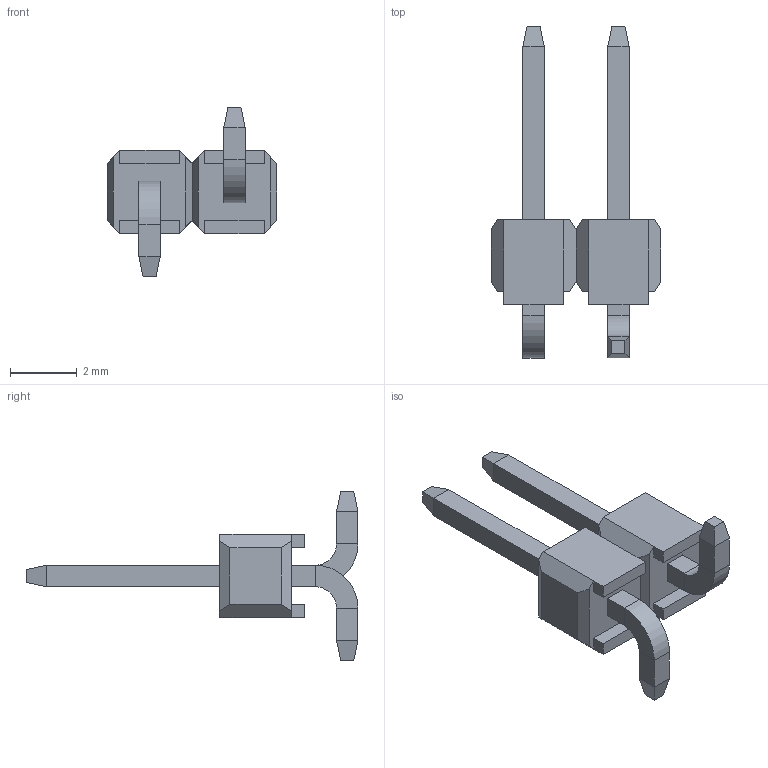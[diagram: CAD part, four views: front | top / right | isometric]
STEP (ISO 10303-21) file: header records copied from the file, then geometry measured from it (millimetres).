
FILE_DESCRIPTION (( 'STEP AP214' ), '1' );
FILE_NAME ('M20-8770242.STEP', '2022-06-14T13:56:56', ( '' ), ( '' ), 'SwSTEP 2.0', 'SolidWorks 2018', '' );
FILE_SCHEMA (( 'AUTOMOTIVE_DESIGN' ));
Length unit declared in the file: millimetre
Products named in the file (1): M20-8770242
Bounding box: 5.08 x 9.93 x 5.08 mm (x, y, z)
Volume: 34.2 mm3; surface area: 132 mm2
Topology: 3 solids, 3 shells, 94 faces, 220 edges, 132 vertices
Faces by surface type: plane 90, cylinder 4
Entity records: 3674 total; most frequent: CARTESIAN_POINT 447, ORIENTED_EDGE 440, DIRECTION 418, EDGE_CURVE 220, VECTOR 212, LINE 212, VERTEX_POINT 132, AXIS2_PLACEMENT_3D 103
